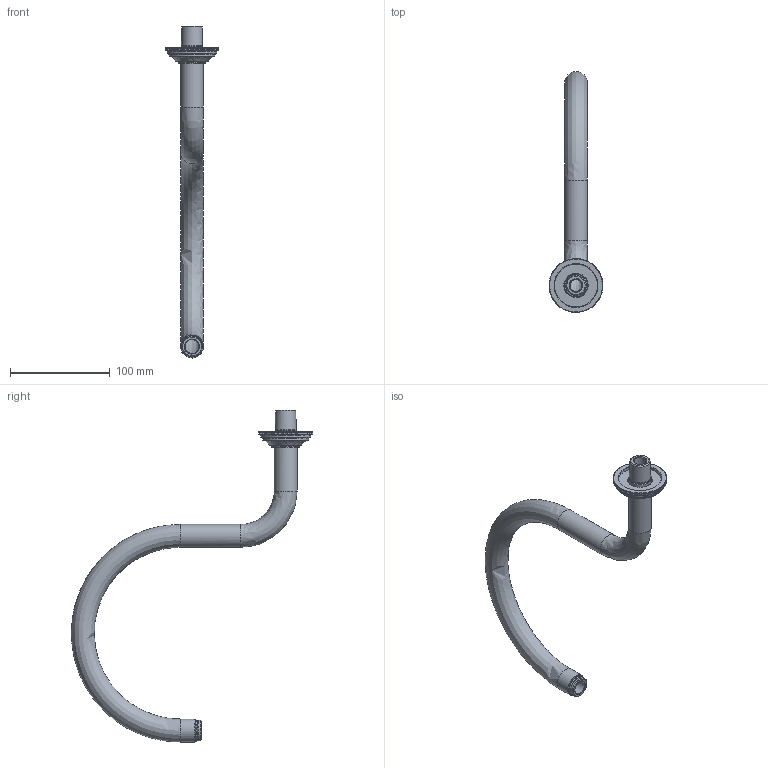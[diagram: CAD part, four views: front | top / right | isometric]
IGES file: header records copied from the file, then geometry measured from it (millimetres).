
Global section: file name: V6KA621-A; native system: Autodesk Inventor 2024; preprocessor: unknown; author: camerond; date: 20241114.124105; units: millimetre
Bounding box: 54 x 241.7 x 332.64 mm (x, y, z)
Volume: 95901.1 mm3; surface area: 83381.2 mm2
Topology: 6 solids, 6 shells, 723 faces, 1623 edges, 922 vertices
Faces by surface type: bspline 723
